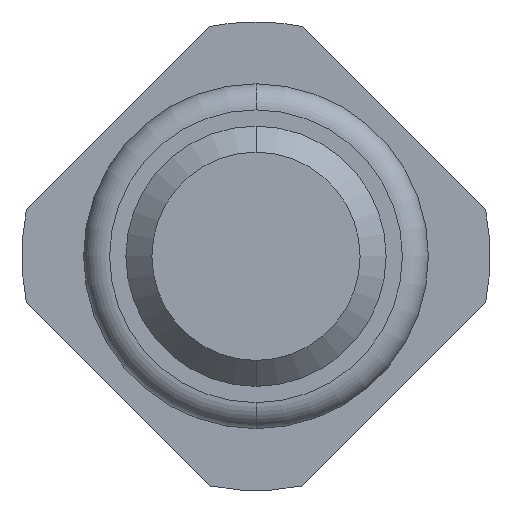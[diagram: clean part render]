
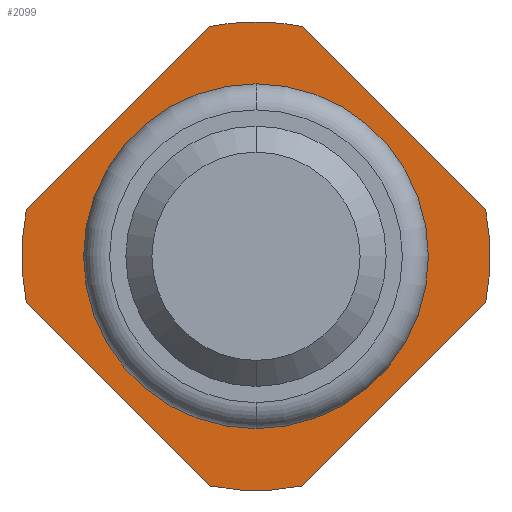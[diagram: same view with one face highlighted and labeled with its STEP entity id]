
A CAD part, front view. The second image highlights one B-rep face of the part: STEP entity #2099.
In plain terms, the highlighted planar face has unit normal (0, -1, 0).
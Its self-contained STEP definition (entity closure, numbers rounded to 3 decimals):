
#48 = CIRCLE ( 'NONE', #4014, 1.8 ) ;
#58 = CARTESIAN_POINT ( 'NONE',  ( 0., -2., -1.325 ) ) ;
#196 = CARTESIAN_POINT ( 'NONE',  ( 1.764, -2., 0.357 ) ) ;
#241 = DIRECTION ( 'NONE',  ( 0., 0., 1. ) ) ;
#288 = DIRECTION ( 'NONE',  ( 0.707, 0., -0.707 ) ) ;
#309 = AXIS2_PLACEMENT_3D ( 'NONE', #2122, #3976, #358 ) ;
#337 = CIRCLE ( 'NONE', #2831, 1.8 ) ;
#358 = DIRECTION ( 'NONE',  ( 0., 0., 1. ) ) ;
#393 = CIRCLE ( 'NONE', #407, 1.8 ) ;
#399 = EDGE_CURVE ( 'Defeature ausgef�hrt2_2+Defeature ausgef�hrt2_0+Defeature ausgef�hrt2_17+Defeature ausgef�hrt2_18', #1328, #4045, #3322, .T. ) ;
#407 = AXIS2_PLACEMENT_3D ( 'NONE', #3211, #3512, #2096 ) ;
#409 = DIRECTION ( 'NONE',  ( 0., 0., 1. ) ) ;
#586 = DIRECTION ( 'NONE',  ( 0., 1., 0. ) ) ;
#731 = LINE ( 'NONE', #2742, #2418 ) ;
#732 = DIRECTION ( 'NONE',  ( -0.707, 0., 0.707 ) ) ;
#775 = VERTEX_POINT ( 'NONE', #58 ) ;
#832 = CARTESIAN_POINT ( 'NONE',  ( -1.764, -2., 0.357 ) ) ;
#845 = EDGE_CURVE ( 'Defeature ausgef�hrt2_0+Defeature ausgef�hrt2_12+Defeature ausgef�hrt2_12+Defeature ausgef�hrt2_12', #2662, #775, #4139, .T. ) ;
#855 = CARTESIAN_POINT ( 'NONE',  ( 0., -2., 0. ) ) ;
#862 = DIRECTION ( 'NONE',  ( 0., 1., 0. ) ) ;
#972 = EDGE_CURVE ( 'Defeature ausgef�hrt2_3+Defeature ausgef�hrt2_0+Defeature ausgef�hrt2_16+Defeature ausgef�hrt2_17', #1123, #3325, #48, .T. ) ;
#979 = DIRECTION ( 'NONE',  ( 0., 0., 1. ) ) ;
#981 = CARTESIAN_POINT ( 'NONE',  ( 1.961, -2., 0.161 ) ) ;
#1053 = VERTEX_POINT ( 'NONE', #4650 ) ;
#1083 = CARTESIAN_POINT ( 'NONE',  ( 0.357, -2., 1.764 ) ) ;
#1123 = VERTEX_POINT ( 'NONE', #2229 ) ;
#1137 = CARTESIAN_POINT ( 'NONE',  ( -0.357, -2., 1.764 ) ) ;
#1320 = VERTEX_POINT ( 'NONE', #2335 ) ;
#1328 = VERTEX_POINT ( 'NONE', #2746 ) ;
#1449 = CARTESIAN_POINT ( 'NONE',  ( -0.161, -2., -1.961 ) ) ;
#1506 = ORIENTED_EDGE ( 'NONE', *, *, #1837, .F. ) ;
#1537 = ORIENTED_EDGE ( 'NONE', *, *, #2222, .F. ) ;
#1546 = ORIENTED_EDGE ( 'NONE', *, *, #4061, .F. ) ;
#1581 = DIRECTION ( 'NONE',  ( 0., 0., 1. ) ) ;
#1675 = ORIENTED_EDGE ( 'NONE', *, *, #845, .T. ) ;
#1710 = ORIENTED_EDGE ( 'NONE', *, *, #3020, .F. ) ;
#1783 = ORIENTED_EDGE ( 'NONE', *, *, #1891, .F. ) ;
#1802 = CIRCLE ( 'NONE', #3592, 1.8 ) ;
#1837 = EDGE_CURVE ( 'Defeature ausgef�hrt2_18+Defeature ausgef�hrt2_0+Defeature ausgef�hrt2_2+Defeature ausgef�hrt2_1', #4045, #3538, #2609, .T. ) ;
#1845 = ORIENTED_EDGE ( 'NONE', *, *, #4430, .F. ) ;
#1891 = EDGE_CURVE ( 'Defeature ausgef�hrt2_2+Defeature ausgef�hrt2_0+Defeature ausgef�hrt2_17+Defeature ausgef�hrt2_18', #4197, #1328, #337, .T. ) ;
#1908 = CIRCLE ( 'NONE', #2624, 1.325 ) ;
#1930 = DIRECTION ( 'NONE',  ( 0., 0., 1. ) ) ;
#2096 = DIRECTION ( 'NONE',  ( 0., 0., 1. ) ) ;
#2099 = ADVANCED_FACE ( 'Defeature ausgef�hrt2_0', ( #3285, #4553 ), #3388, .F. ) ;
#2122 = CARTESIAN_POINT ( 'NONE',  ( 0., -2., 0. ) ) ;
#2128 = CARTESIAN_POINT ( 'NONE',  ( 0., -2., 1.325 ) ) ;
#2134 = VECTOR ( 'NONE', #732, 1000. ) ;
#2143 = DIRECTION ( 'NONE',  ( 0., 0., 1. ) ) ;
#2172 = AXIS2_PLACEMENT_3D ( 'NONE', #855, #4199, #1581 ) ;
#2222 = EDGE_CURVE ( 'Defeature ausgef�hrt2_4+Defeature ausgef�hrt2_0+Defeature ausgef�hrt2_15+Defeature ausgef�hrt2_16', #1053, #4533, #393, .T. ) ;
#2229 = CARTESIAN_POINT ( 'NONE',  ( -1.764, -2., -0.357 ) ) ;
#2335 = CARTESIAN_POINT ( 'NONE',  ( 1.764, -2., -0.357 ) ) ;
#2411 = DIRECTION ( 'NONE',  ( 0.707, 0., 0.707 ) ) ;
#2418 = VECTOR ( 'NONE', #2411, 1000. ) ;
#2434 = DIRECTION ( 'NONE',  ( -0.707, 0., -0.707 ) ) ;
#2608 = EDGE_CURVE ( 'Defeature ausgef�hrt2_15+Defeature ausgef�hrt2_0+Defeature ausgef�hrt2_1+Defeature ausgef�hrt2_4', #1320, #1053, #4266, .T. ) ;
#2609 = LINE ( 'NONE', #981, #4208 ) ;
#2624 = AXIS2_PLACEMENT_3D ( 'NONE', #3693, #3299, #409 ) ;
#2662 = VERTEX_POINT ( 'NONE', #2128 ) ;
#2742 = CARTESIAN_POINT ( 'NONE',  ( -0.161, -2., 1.961 ) ) ;
#2746 = CARTESIAN_POINT ( 'NONE',  ( 0., -2., 1.8 ) ) ;
#2752 = EDGE_CURVE ( 'Defeature ausgef�hrt2_0+Defeature ausgef�hrt2_12+Defeature ausgef�hrt2_12+Defeature ausgef�hrt2_12', #775, #2662, #1908, .T. ) ;
#2831 = AXIS2_PLACEMENT_3D ( 'NONE', #3143, #3541, #241 ) ;
#2841 = CARTESIAN_POINT ( 'NONE',  ( -0.357, -2., -1.764 ) ) ;
#2897 = DIRECTION ( 'NONE',  ( 0., 1., 0. ) ) ;
#2898 = LINE ( 'NONE', #1449, #2134 ) ;
#2928 = ORIENTED_EDGE ( 'NONE', *, *, #972, .F. ) ;
#3020 = EDGE_CURVE ( 'Defeature ausgef�hrt2_1+Defeature ausgef�hrt2_0+Defeature ausgef�hrt2_18+Defeature ausgef�hrt2_15', #3538, #1320, #1802, .T. ) ;
#3027 = ORIENTED_EDGE ( 'NONE', *, *, #2608, .F. ) ;
#3028 = EDGE_LOOP ( 'NONE', ( #1675, #4494 ) ) ;
#3115 = VECTOR ( 'NONE', #2434, 1000. ) ;
#3143 = CARTESIAN_POINT ( 'NONE',  ( 0., -2., 0. ) ) ;
#3154 = EDGE_LOOP ( 'NONE', ( #1506, #3360, #1783, #1845, #2928, #1546, #1537, #3027, #1710 ) ) ;
#3211 = CARTESIAN_POINT ( 'NONE',  ( 0., -2., 0. ) ) ;
#3285 = FACE_BOUND ( 'NONE', #3028, .T. ) ;
#3299 = DIRECTION ( 'NONE',  ( 0., 1., 0. ) ) ;
#3322 = CIRCLE ( 'NONE', #309, 1.8 ) ;
#3325 = VERTEX_POINT ( 'NONE', #832 ) ;
#3360 = ORIENTED_EDGE ( 'NONE', *, *, #399, .F. ) ;
#3388 = PLANE ( 'NONE',  #3555 ) ;
#3512 = DIRECTION ( 'NONE',  ( 0., 1., 0. ) ) ;
#3518 = CARTESIAN_POINT ( 'NONE',  ( 0., -2., 0. ) ) ;
#3538 = VERTEX_POINT ( 'NONE', #196 ) ;
#3541 = DIRECTION ( 'NONE',  ( 0., 1., 0. ) ) ;
#3555 = AXIS2_PLACEMENT_3D ( 'NONE', #3799, #862, #1930 ) ;
#3592 = AXIS2_PLACEMENT_3D ( 'NONE', #3638, #2897, #2143 ) ;
#3638 = CARTESIAN_POINT ( 'NONE',  ( 0., -2., 0. ) ) ;
#3693 = CARTESIAN_POINT ( 'NONE',  ( 0., -2., 0. ) ) ;
#3799 = CARTESIAN_POINT ( 'NONE',  ( 1.8, -2., 0. ) ) ;
#3976 = DIRECTION ( 'NONE',  ( 0., 1., 0. ) ) ;
#4014 = AXIS2_PLACEMENT_3D ( 'NONE', #3518, #586, #979 ) ;
#4045 = VERTEX_POINT ( 'NONE', #1083 ) ;
#4061 = EDGE_CURVE ( 'Defeature ausgef�hrt2_16+Defeature ausgef�hrt2_0+Defeature ausgef�hrt2_4+Defeature ausgef�hrt2_3', #4533, #1123, #2898, .T. ) ;
#4139 = CIRCLE ( 'NONE', #2172, 1.325 ) ;
#4197 = VERTEX_POINT ( 'NONE', #1137 ) ;
#4199 = DIRECTION ( 'NONE',  ( 0., 1., 0. ) ) ;
#4208 = VECTOR ( 'NONE', #288, 1000. ) ;
#4266 = LINE ( 'NONE', #4307, #3115 ) ;
#4307 = CARTESIAN_POINT ( 'NONE',  ( 1.961, -2., -0.161 ) ) ;
#4430 = EDGE_CURVE ( 'Defeature ausgef�hrt2_17+Defeature ausgef�hrt2_0+Defeature ausgef�hrt2_3+Defeature ausgef�hrt2_2', #3325, #4197, #731, .T. ) ;
#4494 = ORIENTED_EDGE ( 'NONE', *, *, #2752, .T. ) ;
#4533 = VERTEX_POINT ( 'NONE', #2841 ) ;
#4553 = FACE_OUTER_BOUND ( 'NONE', #3154, .T. ) ;
#4650 = CARTESIAN_POINT ( 'NONE',  ( 0.357, -2., -1.764 ) ) ;
